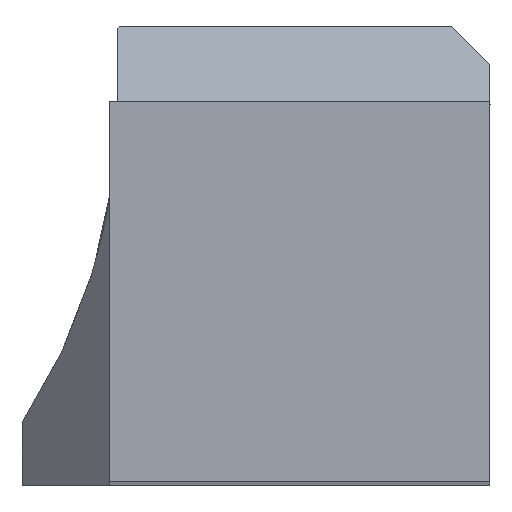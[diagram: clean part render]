
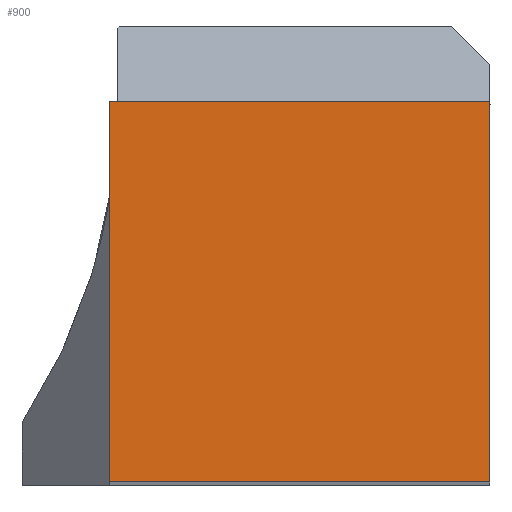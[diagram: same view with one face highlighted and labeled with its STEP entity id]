
A CAD part, top view. The second image highlights one B-rep face of the part: STEP entity #900.
In plain terms, the highlighted planar face has unit normal (0, 0, 1).
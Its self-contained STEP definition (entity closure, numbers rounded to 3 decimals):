
#12 = VERTEX_POINT ( 'NONE', #652 ) ;
#30 = DIRECTION ( 'NONE',  ( 0., 0., 1. ) ) ;
#68 = DIRECTION ( 'NONE',  ( 0., -1., 0. ) ) ;
#156 = VERTEX_POINT ( 'NONE', #758 ) ;
#175 = EDGE_CURVE ( 'NONE', #156, #673, #257, .T. ) ;
#196 = EDGE_LOOP ( 'NONE', ( #751, #595, #267, #662 ) ) ;
#224 = VECTOR ( 'NONE', #569, 1000. ) ;
#257 = LINE ( 'NONE', #425, #224 ) ;
#265 = VECTOR ( 'NONE', #888, 1000. ) ;
#267 = ORIENTED_EDGE ( 'NONE', *, *, #765, .T. ) ;
#308 = DIRECTION ( 'NONE',  ( -1., 0., 0. ) ) ;
#375 = VECTOR ( 'NONE', #308, 1000. ) ;
#392 = CARTESIAN_POINT ( 'NONE',  ( 19.9, 0., 0. ) ) ;
#408 = FACE_OUTER_BOUND ( 'NONE', #196, .T. ) ;
#425 = CARTESIAN_POINT ( 'NONE',  ( 0., 0., 0. ) ) ;
#459 = LINE ( 'NONE', #600, #623 ) ;
#479 = PLANE ( 'NONE',  #788 ) ;
#486 = EDGE_CURVE ( 'NONE', #567, #156, #459, .T. ) ;
#544 = LINE ( 'NONE', #392, #265 ) ;
#559 = DIRECTION ( 'NONE',  ( 1., 0., 0. ) ) ;
#567 = VERTEX_POINT ( 'NONE', #742 ) ;
#569 = DIRECTION ( 'NONE',  ( 1., 0., 0. ) ) ;
#572 = EDGE_CURVE ( 'NONE', #12, #567, #802, .T. ) ;
#595 = ORIENTED_EDGE ( 'NONE', *, *, #175, .T. ) ;
#600 = CARTESIAN_POINT ( 'NONE',  ( 0., 19.9, 0. ) ) ;
#623 = VECTOR ( 'NONE', #68, 1000. ) ;
#652 = CARTESIAN_POINT ( 'NONE',  ( 19.9, 19.9, 0. ) ) ;
#662 = ORIENTED_EDGE ( 'NONE', *, *, #572, .T. ) ;
#673 = VERTEX_POINT ( 'NONE', #877 ) ;
#742 = CARTESIAN_POINT ( 'NONE',  ( 0., 19.9, 0. ) ) ;
#744 = CARTESIAN_POINT ( 'NONE',  ( 19.9, 19.9, 0. ) ) ;
#751 = ORIENTED_EDGE ( 'NONE', *, *, #486, .T. ) ;
#758 = CARTESIAN_POINT ( 'NONE',  ( 0., 0., 0. ) ) ;
#765 = EDGE_CURVE ( 'NONE', #673, #12, #544, .T. ) ;
#788 = AXIS2_PLACEMENT_3D ( 'NONE', #832, #30, #559 ) ;
#802 = LINE ( 'NONE', #744, #375 ) ;
#832 = CARTESIAN_POINT ( 'NONE',  ( 0., 0., 0. ) ) ;
#877 = CARTESIAN_POINT ( 'NONE',  ( 19.9, 0., 0. ) ) ;
#888 = DIRECTION ( 'NONE',  ( 0., 1., 0. ) ) ;
#900 = ADVANCED_FACE ( 'NONE', ( #408 ), #479, .T. ) ;
